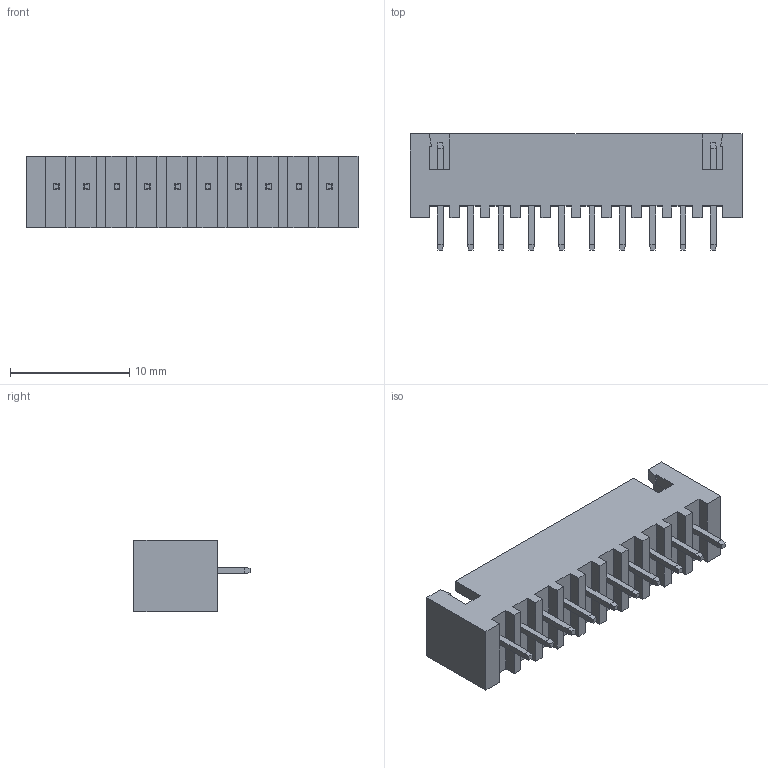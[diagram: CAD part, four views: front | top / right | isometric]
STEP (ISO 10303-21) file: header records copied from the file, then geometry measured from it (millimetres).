
FILE_DESCRIPTION (( 'STEP AP214' ), '1' );
FILE_NAME ('×°ÅäÌå1.STEP', '2014-01-07T02:58:30', ( 'BT_YANFB_XUJUNRAN' ), ( '' ), 'SwSTEP 2.0', 'SolidWorks 2010', '' );
FILE_SCHEMA (( 'AUTOMOTIVE_DESIGN' ));
Length unit declared in the file: millimetre
Products named in the file (3): 錨璃1; 錨璃12; 蚾饜极1
Assembly tree (11 placements, depth 2):
  蚾饜极1
    錨璃12  x10
    錨璃1
Bounding box: 27.8 x 9.73 x 6 mm (x, y, z)
Volume: 562.2 mm3; surface area: 1360.4 mm2
Topology: 11 solids, 11 shells, 202 faces, 460 edges, 280 vertices
Faces by surface type: plane 202
Entity records: 2530 total; most frequent: CARTESIAN_POINT 434, ORIENTED_EDGE 416, DIRECTION 388, VECTOR 208, LINE 208, EDGE_CURVE 208, VERTEX_POINT 136, AXIS2_PLACEMENT_3D 90
